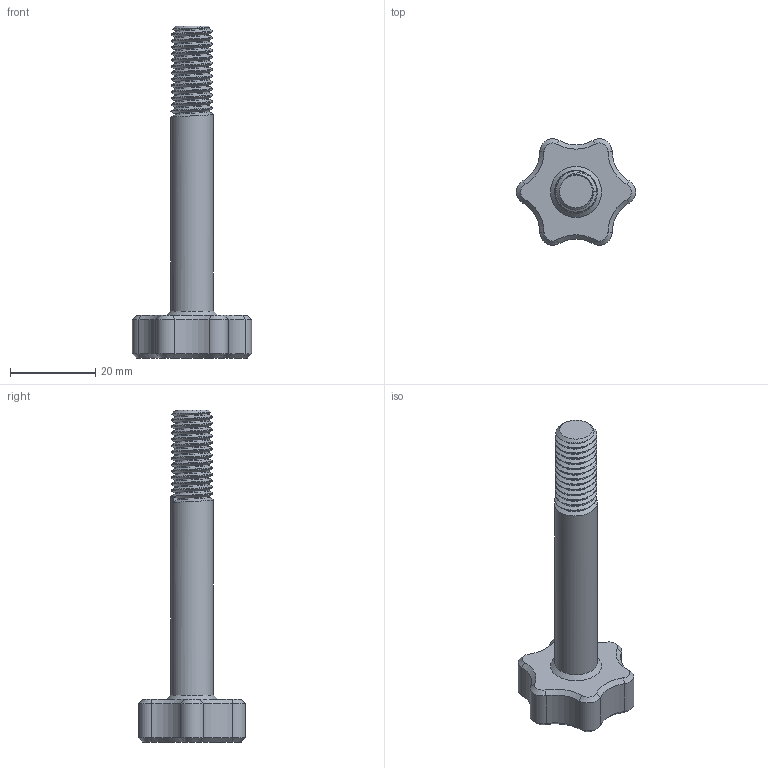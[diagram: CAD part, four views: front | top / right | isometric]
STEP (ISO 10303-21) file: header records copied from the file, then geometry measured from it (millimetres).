
FILE_DESCRIPTION(('FreeCAD Model'),'2;1');
FILE_NAME('Open CASCADE Shape Model','2023-09-05T12:39:28',(''),(''), 'Open CASCADE STEP processor 7.6','FreeCAD','Unknown');
FILE_SCHEMA(('AUTOMOTIVE_DESIGN { 1 0 10303 214 1 1 1 1 }'));
Length unit declared in the file: millimetre
Products named in the file (1): Fastener
Bounding box: 28 x 25.05 x 78 mm (x, y, z)
Volume: 9730.4 mm3; surface area: 4146.4 mm2
Topology: 1 solids, 1 shells, 103 faces, 219 edges, 119 vertices
Faces by surface type: bspline 45, cylinder 27, cone 27, plane 4
Full cylindrical faces by diameter (mm): 9.7 x12, 10 x1
Entity records: 13470 total; most frequent: CARTESIAN_POINT 11631, ORIENTED_EDGE 438, DIRECTION 281, EDGE_CURVE 219, VERTEX_POINT 119, AXIS2_PLACEMENT_3D 114, FACE_BOUND 104, EDGE_LOOP 104
